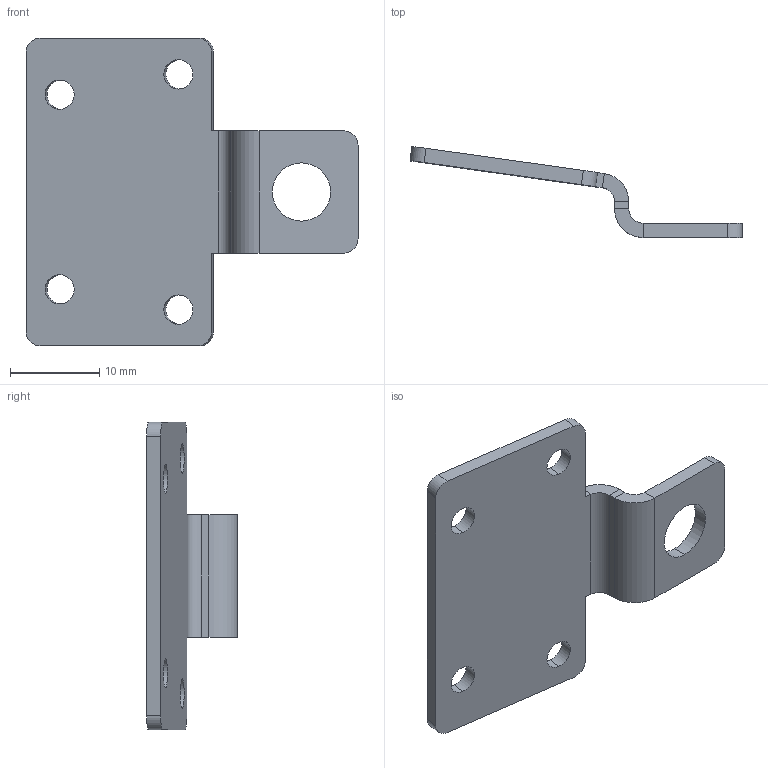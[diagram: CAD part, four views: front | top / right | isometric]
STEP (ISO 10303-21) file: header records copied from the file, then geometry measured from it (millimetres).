
FILE_DESCRIPTION((''),'2;1');
FILE_NAME('181326_ASM','2014-05-29T',('pdmadmin'),(''),'PRO/ENGINEER BY PARAMETRIC TECHNOLOGY CORPORATION, 2013230','PRO/ENGINEER BY PARAMETRIC TECHNOLOGY CORPORATION, 2013230','');
FILE_SCHEMA(('CONFIG_CONTROL_DESIGN'));
Length unit declared in the file: millimetre
Products named in the file (2): 181316; 181326_ASM
Assembly tree (1 placements, depth 2):
  181326_ASM
    181316
Bounding box: 37.26 x 10.2 x 34.54 mm (x, y, z)
Volume: 1484.8 mm3; surface area: 2190 mm2
Topology: 1 solids, 1 shells, 42 faces, 104 edges, 64 vertices
Faces by surface type: plane 22, cylinder 20
Entity records: 1327 total; most frequent: DIRECTION 234, CARTESIAN_POINT 213, ORIENTED_EDGE 208, EDGE_CURVE 104, AXIS2_PLACEMENT_3D 85, VECTOR 64, LINE 64, VERTEX_POINT 64
